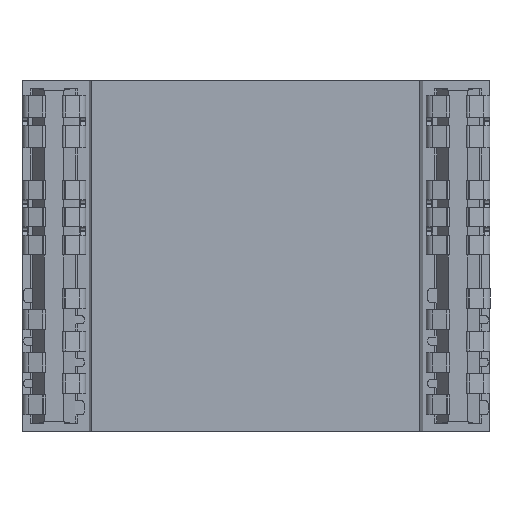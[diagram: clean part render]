
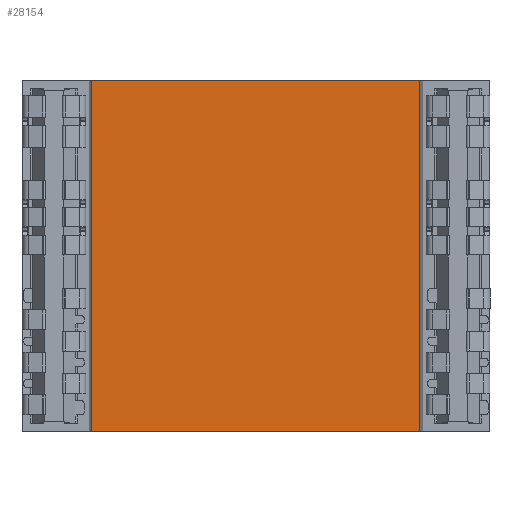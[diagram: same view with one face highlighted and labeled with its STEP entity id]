
A CAD part, front view. The second image highlights one B-rep face of the part: STEP entity #28154.
In plain terms, the highlighted planar face has unit normal (0, -1, 0).
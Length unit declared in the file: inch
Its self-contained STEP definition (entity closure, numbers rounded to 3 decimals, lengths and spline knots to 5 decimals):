
#182 = EDGE_LOOP ( 'NONE', ( #49236, #49238, #49237, #49239 ) ) ;
#7519 = VERTEX_POINT ( 'NONE', #22571 ) ;
#7522 = VERTEX_POINT ( 'NONE', #22574 ) ;
#7523 = VERTEX_POINT ( 'NONE', #22575 ) ;
#7524 = VERTEX_POINT ( 'NONE', #22576 ) ;
#12278 = PLANE ( 'NONE',  #13394 ) ;
#12279 = CARTESIAN_POINT ( 'NONE',  ( 0.3034, 0.01265, 0.3248 ) ) ;
#12280 = DIRECTION ( 'NONE',  ( 0., 1., 0. ) ) ;
#12281 = DIRECTION ( 'NONE',  ( -1., 0., 0. ) ) ;
#13394 = AXIS2_PLACEMENT_3D ( 'NONE', #12279, #12280, #12281 ) ;
#20233 = CARTESIAN_POINT ( 'NONE',  ( -0.30371, 0.01265, 0.3248 ) ) ;
#20235 = DIRECTION ( 'NONE',  ( 0., 0., -1. ) ) ;
#20247 = CARTESIAN_POINT ( 'NONE',  ( 0.3034, 0.01265, 0.3248 ) ) ;
#20249 = DIRECTION ( 'NONE',  ( 0., 0., -1. ) ) ;
#20252 = CARTESIAN_POINT ( 'NONE',  ( 0.3034, 0.01265, -0.3248 ) ) ;
#20253 = DIRECTION ( 'NONE',  ( 1., 0., 0. ) ) ;
#20256 = CARTESIAN_POINT ( 'NONE',  ( 0.3034, 0.01265, 0.3248 ) ) ;
#20258 = DIRECTION ( 'NONE',  ( 1., 0., 0. ) ) ;
#20574 = LINE ( 'NONE', #20233, #23603 ) ;
#20579 = LINE ( 'NONE', #20247, #36809 ) ;
#20581 = LINE ( 'NONE', #20252, #36811 ) ;
#20582 = LINE ( 'NONE', #20256, #36813 ) ;
#22571 = CARTESIAN_POINT ( 'NONE',  ( -0.30371, 0.01265, -0.3248 ) ) ;
#22574 = CARTESIAN_POINT ( 'NONE',  ( -0.30371, 0.01265, 0.3248 ) ) ;
#22575 = CARTESIAN_POINT ( 'NONE',  ( 0.3034, 0.01265, -0.3248 ) ) ;
#22576 = CARTESIAN_POINT ( 'NONE',  ( 0.3034, 0.01265, 0.3248 ) ) ;
#23603 = VECTOR ( 'NONE', #20235, 39.37008 ) ;
#28154 = ADVANCED_FACE ( 'NONE', ( #35013 ), #12278, .F. ) ;
#35013 = FACE_OUTER_BOUND ( 'NONE', #182, .T. ) ;
#35374 = EDGE_CURVE ( 'NONE', #7522, #7519, #20574, .T. ) ;
#35377 = EDGE_CURVE ( 'NONE', #7524, #7523, #20579, .T. ) ;
#35378 = EDGE_CURVE ( 'NONE', #7519, #7523, #20581, .T. ) ;
#35379 = EDGE_CURVE ( 'NONE', #7522, #7524, #20582, .T. ) ;
#36809 = VECTOR ( 'NONE', #20249, 39.37008 ) ;
#36811 = VECTOR ( 'NONE', #20253, 39.37008 ) ;
#36813 = VECTOR ( 'NONE', #20258, 39.37008 ) ;
#49236 = ORIENTED_EDGE ( 'NONE', *, *, #35378, .T. ) ;
#49237 = ORIENTED_EDGE ( 'NONE', *, *, #35379, .F. ) ;
#49238 = ORIENTED_EDGE ( 'NONE', *, *, #35377, .F. ) ;
#49239 = ORIENTED_EDGE ( 'NONE', *, *, #35374, .T. ) ;
